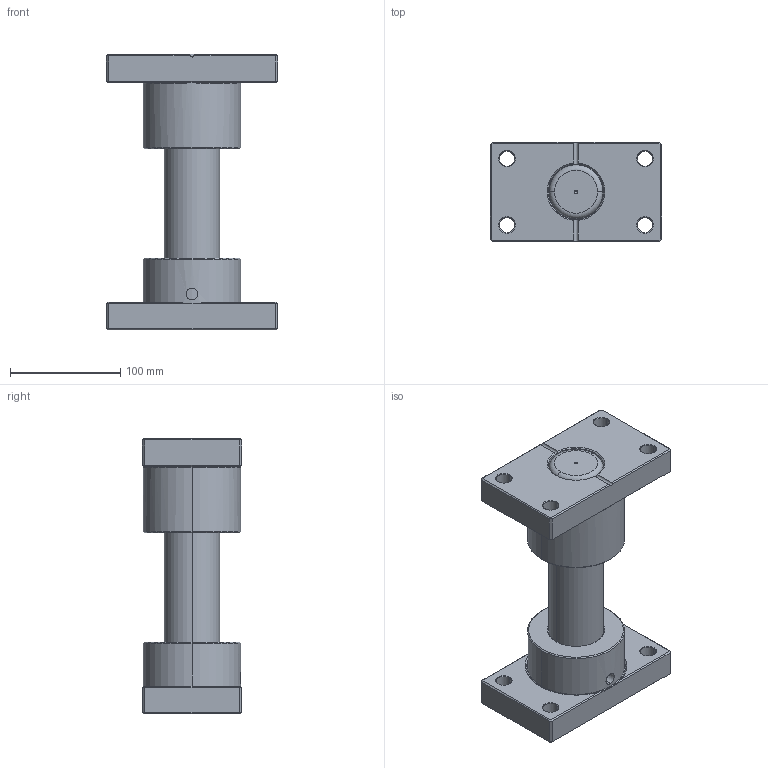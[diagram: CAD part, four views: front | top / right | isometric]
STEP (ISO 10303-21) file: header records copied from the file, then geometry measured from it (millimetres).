
FILE_DESCRIPTION (( 'STEP AP214' ), '1' );
FILE_NAME ('MYZ-D50-L250.STEP', '2021-09-18T08:52:29', ( 'User' ), ( 'china' ), 'SwSTEP 2.0', 'SolidWorks 2016', '' );
FILE_SCHEMA (( 'AUTOMOTIVE_DESIGN' ));
Length unit declared in the file: millimetre
Products named in the file (4): SBZ-D50; MGP-D50-L250; MGH-D50; MYZ-D50-L250
Assembly tree (3 placements, depth 2):
  MYZ-D50-L250
    MGH-D50
    MGP-D50-L250
    SBZ-D50
Bounding box: 155 x 90 x 250 mm (x, y, z)
Volume: 1461307.1 mm3; surface area: 171640.3 mm2
Topology: 3 solids, 3 shells, 206 faces, 478 edges, 275 vertices
Faces by surface type: plane 74, cylinder 56, cone 55, torus 17, bspline 4
Entity records: 6257 total; most frequent: CARTESIAN_POINT 1347, DIRECTION 1055, ORIENTED_EDGE 944, EDGE_CURVE 472, AXIS2_PLACEMENT_3D 397, VERTEX_POINT 275, VECTOR 261, LINE 261
